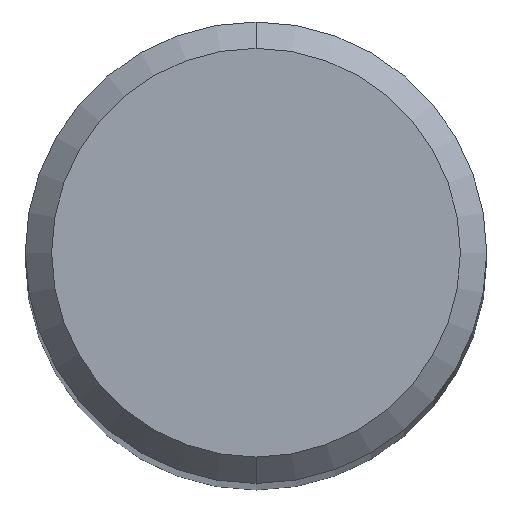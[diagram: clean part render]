
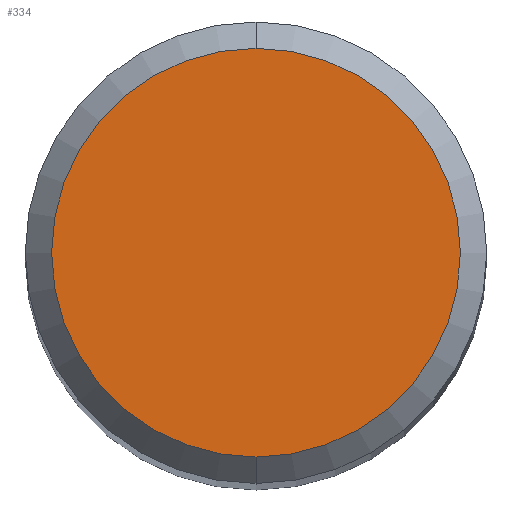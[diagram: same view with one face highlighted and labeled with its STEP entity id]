
A CAD part, top view. The second image highlights one B-rep face of the part: STEP entity #334.
In plain terms, the highlighted planar face has unit normal (0, 0, 1).
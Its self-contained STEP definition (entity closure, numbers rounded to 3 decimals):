
#240=EDGE_CURVE('',#354,#384,#551,.T.);
#334=ADVANCED_FACE('',(#652),#653,.T.);
#354=VERTEX_POINT('',#674);
#356=EDGE_CURVE('',#384,#354,#676,.T.);
#384=VERTEX_POINT('',#706);
#551=CIRCLE('',#1011,3.1);
#652=FACE_OUTER_BOUND('',#1220,.T.);
#653=PLANE('',#1221);
#674=CARTESIAN_POINT('',(0.0,3.1,0.0));
#676=CIRCLE('',#1256,3.1);
#706=CARTESIAN_POINT('',(0.,-3.1,0.0));
#1011=AXIS2_PLACEMENT_3D('',#1539,#1540,#1541);
#1220=EDGE_LOOP('',(#1622,#1623));
#1221=AXIS2_PLACEMENT_3D('',#1624,#1625,#1626);
#1256=AXIS2_PLACEMENT_3D('',#1644,#1645,#1646);
#1539=CARTESIAN_POINT('',(0.0,0.0,0.0));
#1540=DIRECTION('',(0.0,0.0,-1.0));
#1541=DIRECTION('',(0.0,1.0,0.0));
#1622=ORIENTED_EDGE('',*,*,#240,.F.);
#1623=ORIENTED_EDGE('',*,*,#356,.F.);
#1624=CARTESIAN_POINT('',(0.0,1.55,0.0));
#1625=DIRECTION('',(-0.0,0.0,1.0));
#1626=DIRECTION('',(0.0,-1.0,0.0));
#1644=CARTESIAN_POINT('',(0.0,0.0,0.0));
#1645=DIRECTION('',(0.0,0.0,-1.0));
#1646=DIRECTION('',(0.0,1.0,0.0));
